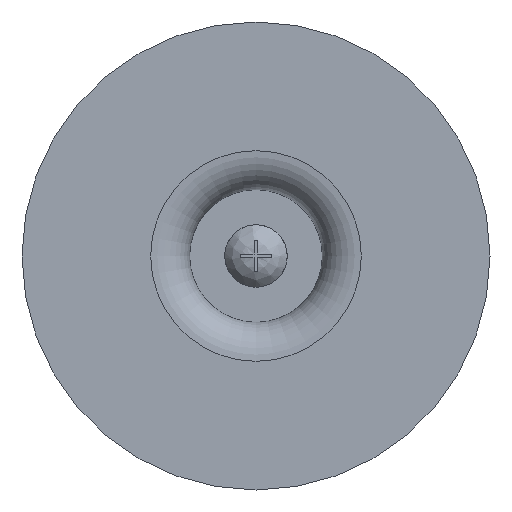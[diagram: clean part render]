
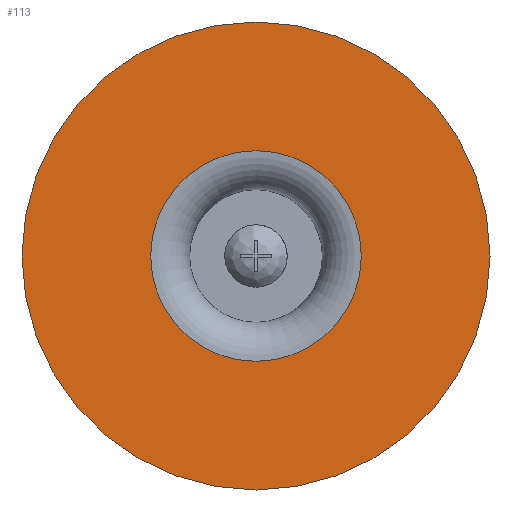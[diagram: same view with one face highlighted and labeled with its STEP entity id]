
A CAD part, front view. The second image highlights one B-rep face of the part: STEP entity #113.
In plain terms, the highlighted planar face has unit normal (0, -1, 0).
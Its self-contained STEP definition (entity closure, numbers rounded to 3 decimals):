
#113 = ADVANCED_FACE( '', ( #248, #249 ), #250, .F. );
#248 = FACE_BOUND( '', #403, .T. );
#249 = FACE_OUTER_BOUND( '', #404, .T. );
#250 = PLANE( '', #405 );
#403 = EDGE_LOOP( '', ( #683 ) );
#404 = EDGE_LOOP( '', ( #684 ) );
#405 = AXIS2_PLACEMENT_3D( '', #685, #686, #687 );
#683 = ORIENTED_EDGE( '', *, *, #919, .F. );
#684 = ORIENTED_EDGE( '', *, *, #886, .T. );
#685 = CARTESIAN_POINT( '', ( 30., 0., 0. ) );
#686 = DIRECTION( '', ( 0., 1., 0. ) );
#687 = DIRECTION( '', ( 0., 0., 1. ) );
#886 = EDGE_CURVE( '', #1033, #1033, #1034, .T. );
#919 = EDGE_CURVE( '', #1087, #1087, #1088, .T. );
#1033 = VERTEX_POINT( '', #1254 );
#1034 = CIRCLE( '', #1255, 30. );
#1087 = VERTEX_POINT( '', #1353 );
#1088 = CIRCLE( '', #1354, 13.5 );
#1254 = CARTESIAN_POINT( '', ( 0., 0., -30. ) );
#1255 = AXIS2_PLACEMENT_3D( '', #1600, #1601, #1602 );
#1353 = CARTESIAN_POINT( '', ( 0., 0., -13.5 ) );
#1354 = AXIS2_PLACEMENT_3D( '', #1639, #1640, #1641 );
#1600 = CARTESIAN_POINT( '', ( 0., 0., 0. ) );
#1601 = DIRECTION( '', ( 0., -1., 0. ) );
#1602 = DIRECTION( '', ( 0., 0., -1. ) );
#1639 = CARTESIAN_POINT( '', ( 0., 0., 0. ) );
#1640 = DIRECTION( '', ( 0., -1., 0. ) );
#1641 = DIRECTION( '', ( 0., 0., -1. ) );
